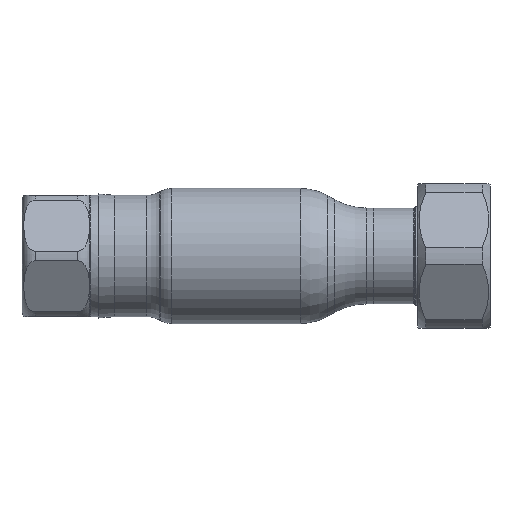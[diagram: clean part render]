
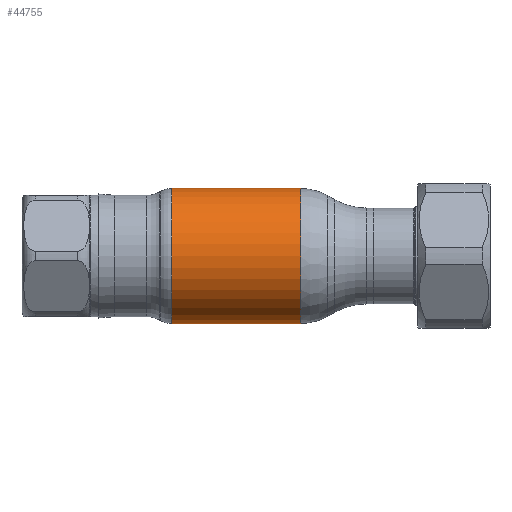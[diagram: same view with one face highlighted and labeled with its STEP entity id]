
A CAD part, front view. The second image highlights one B-rep face of the part: STEP entity #44755.
In plain terms, the highlighted cylindrical face has radius 15 mm (diameter 30 mm), a partial arc.
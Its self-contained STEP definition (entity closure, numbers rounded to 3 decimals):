
#5824 = AXIS2_PLACEMENT_3D ( 'NONE', #15403, #29854, #26171 ) ;
#6640 = EDGE_CURVE ( 'NONE', #10538, #45499, #24555, .T. ) ;
#7834 = CARTESIAN_POINT ( 'NONE',  ( -14.285, 0., 0. ) ) ;
#10538 = VERTEX_POINT ( 'NONE', #49010 ) ;
#12711 = CYLINDRICAL_SURFACE ( 'NONE', #47655, 15. ) ;
#14442 = LINE ( 'NONE', #43112, #35233 ) ;
#15403 = CARTESIAN_POINT ( 'NONE',  ( 14.285, 0., 0. ) ) ;
#19707 = LINE ( 'NONE', #28330, #25542 ) ;
#20310 = EDGE_LOOP ( 'NONE', ( #39547, #41351, #22242, #37294 ) ) ;
#22063 = DIRECTION ( 'NONE',  ( 1., 0., 0. ) ) ;
#22242 = ORIENTED_EDGE ( 'NONE', *, *, #38902, .T. ) ;
#24022 = DIRECTION ( 'NONE',  ( 1., 0., 0. ) ) ;
#24555 = CIRCLE ( 'NONE', #5824, 15. ) ;
#25542 = VECTOR ( 'NONE', #37611, 1000. ) ;
#26171 = DIRECTION ( 'NONE',  ( 0., 0., -1. ) ) ;
#28330 = CARTESIAN_POINT ( 'NONE',  ( 62.69, 0., -15. ) ) ;
#29795 = CARTESIAN_POINT ( 'NONE',  ( -14.285, 0., -15. ) ) ;
#29854 = DIRECTION ( 'NONE',  ( 1., 0., 0. ) ) ;
#31786 = DIRECTION ( 'NONE',  ( 1., 0., 0. ) ) ;
#32940 = CARTESIAN_POINT ( 'NONE',  ( -14.285, 0., 15. ) ) ;
#35233 = VECTOR ( 'NONE', #24022, 1000. ) ;
#35690 = VERTEX_POINT ( 'NONE', #29795 ) ;
#36219 = DIRECTION ( 'NONE',  ( 0., 0., -1. ) ) ;
#37294 = ORIENTED_EDGE ( 'NONE', *, *, #6640, .F. ) ;
#37349 = FACE_OUTER_BOUND ( 'NONE', #20310, .T. ) ;
#37611 = DIRECTION ( 'NONE',  ( 1., 0., 0. ) ) ;
#38884 = VERTEX_POINT ( 'NONE', #32940 ) ;
#38902 = EDGE_CURVE ( 'NONE', #35690, #45499, #19707, .T. ) ;
#39547 = ORIENTED_EDGE ( 'NONE', *, *, #53041, .F. ) ;
#41084 = CARTESIAN_POINT ( 'NONE',  ( 62.69, 0., 0. ) ) ;
#41168 = CIRCLE ( 'NONE', #44100, 15. ) ;
#41351 = ORIENTED_EDGE ( 'NONE', *, *, #50128, .T. ) ;
#43112 = CARTESIAN_POINT ( 'NONE',  ( 62.69, 0., 15. ) ) ;
#44100 = AXIS2_PLACEMENT_3D ( 'NONE', #7834, #22063, #36219 ) ;
#44755 = ADVANCED_FACE ( 'NONE', ( #37349 ), #12711, .T. ) ;
#45499 = VERTEX_POINT ( 'NONE', #53118 ) ;
#47655 = AXIS2_PLACEMENT_3D ( 'NONE', #41084, #31786, #50292 ) ;
#49010 = CARTESIAN_POINT ( 'NONE',  ( 14.285, 0., 15. ) ) ;
#50128 = EDGE_CURVE ( 'NONE', #38884, #35690, #41168, .T. ) ;
#50292 = DIRECTION ( 'NONE',  ( 0., 0., -1. ) ) ;
#53041 = EDGE_CURVE ( 'NONE', #38884, #10538, #14442, .T. ) ;
#53118 = CARTESIAN_POINT ( 'NONE',  ( 14.285, 0., -15. ) ) ;
